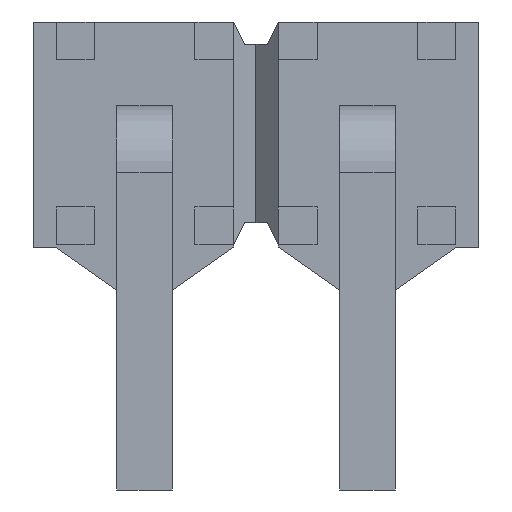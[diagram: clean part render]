
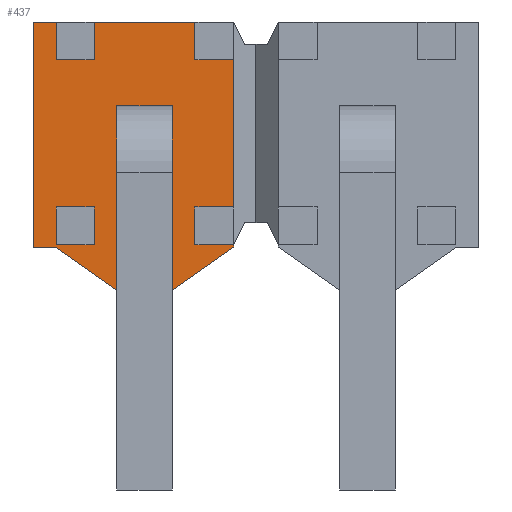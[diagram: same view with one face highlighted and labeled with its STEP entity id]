
A CAD part, front view. The second image highlights one B-rep face of the part: STEP entity #437.
In plain terms, the highlighted planar face has unit normal (0, -1, 0).
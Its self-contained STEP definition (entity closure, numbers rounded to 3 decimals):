
#86 = VERTEX_POINT('',#87);
#87 = CARTESIAN_POINT('',(1.598,0.508,1.524));
#102 = VERTEX_POINT('',#103);
#103 = CARTESIAN_POINT('',(0.942,0.508,1.524));
#109 = EDGE_CURVE('',#86,#102,#110,.T.);
#110 = LINE('',#111,#112);
#111 = CARTESIAN_POINT('',(-2.54,0.508,1.524));
#112 = VECTOR('',#113,1.);
#113 = DIRECTION('',(-1.,0.,0.));
#163 = EDGE_CURVE('',#164,#166,#168,.T.);
#164 = VERTEX_POINT('',#165);
#165 = CARTESIAN_POINT('',(0.254,0.508,1.016));
#166 = VERTEX_POINT('',#167);
#167 = CARTESIAN_POINT('',(0.254,0.508,1.041));
#168 = LINE('',#169,#170);
#169 = CARTESIAN_POINT('',(0.254,0.508,5.08));
#170 = VECTOR('',#171,1.);
#171 = DIRECTION('',(0.,0.,1.));
#246 = VERTEX_POINT('',#247);
#247 = CARTESIAN_POINT('',(2.54,0.508,1.041));
#253 = EDGE_CURVE('',#254,#246,#256,.T.);
#254 = VERTEX_POINT('',#255);
#255 = CARTESIAN_POINT('',(2.54,0.508,-1.524));
#256 = LINE('',#257,#258);
#257 = CARTESIAN_POINT('',(2.54,0.508,1.524));
#258 = VECTOR('',#259,1.);
#259 = DIRECTION('',(0.,0.,1.));
#437 = ADVANCED_FACE('',(#438,#472,#506),#617,.T.);
#438 = FACE_BOUND('',#439,.T.);
#439 = EDGE_LOOP('',(#440,#450,#458,#466));
#440 = ORIENTED_EDGE('',*,*,#441,.F.);
#441 = EDGE_CURVE('',#442,#444,#446,.T.);
#442 = VERTEX_POINT('',#443);
#443 = CARTESIAN_POINT('',(2.276,0.508,1.016));
#444 = VERTEX_POINT('',#445);
#445 = CARTESIAN_POINT('',(1.844,0.508,1.016));
#446 = LINE('',#447,#448);
#447 = CARTESIAN_POINT('',(5.08,0.508,1.016));
#448 = VECTOR('',#449,1.);
#449 = DIRECTION('',(-1.,0.,0.));
#450 = ORIENTED_EDGE('',*,*,#451,.T.);
#451 = EDGE_CURVE('',#442,#452,#454,.T.);
#452 = VERTEX_POINT('',#453);
#453 = CARTESIAN_POINT('',(2.276,0.508,0.584));
#454 = LINE('',#455,#456);
#455 = CARTESIAN_POINT('',(2.276,0.508,3.048));
#456 = VECTOR('',#457,1.);
#457 = DIRECTION('',(0.,0.,-1.));
#458 = ORIENTED_EDGE('',*,*,#459,.T.);
#459 = EDGE_CURVE('',#452,#460,#462,.T.);
#460 = VERTEX_POINT('',#461);
#461 = CARTESIAN_POINT('',(1.844,0.508,0.584));
#462 = LINE('',#463,#464);
#463 = CARTESIAN_POINT('',(5.08,0.508,0.584));
#464 = VECTOR('',#465,1.);
#465 = DIRECTION('',(-1.,0.,0.));
#466 = ORIENTED_EDGE('',*,*,#467,.F.);
#467 = EDGE_CURVE('',#444,#460,#468,.T.);
#468 = LINE('',#469,#470);
#469 = CARTESIAN_POINT('',(1.844,0.508,3.048));
#470 = VECTOR('',#471,1.);
#471 = DIRECTION('',(0.,0.,-1.));
#472 = FACE_BOUND('',#473,.T.);
#473 = EDGE_LOOP('',(#474,#484,#492,#500));
#474 = ORIENTED_EDGE('',*,*,#475,.F.);
#475 = EDGE_CURVE('',#476,#478,#480,.T.);
#476 = VERTEX_POINT('',#477);
#477 = CARTESIAN_POINT('',(0.953,0.508,0.064));
#478 = VERTEX_POINT('',#479);
#479 = CARTESIAN_POINT('',(0.953,0.508,-0.572));
#480 = LINE('',#481,#482);
#481 = CARTESIAN_POINT('',(0.953,0.508,-0.572));
#482 = VECTOR('',#483,1.);
#483 = DIRECTION('',(0.,0.,-1.));
#484 = ORIENTED_EDGE('',*,*,#485,.F.);
#485 = EDGE_CURVE('',#486,#476,#488,.T.);
#486 = VERTEX_POINT('',#487);
#487 = CARTESIAN_POINT('',(1.588,0.508,0.064));
#488 = LINE('',#489,#490);
#489 = CARTESIAN_POINT('',(0.953,0.508,0.064));
#490 = VECTOR('',#491,1.);
#491 = DIRECTION('',(-1.,0.,0.));
#492 = ORIENTED_EDGE('',*,*,#493,.F.);
#493 = EDGE_CURVE('',#494,#486,#496,.T.);
#494 = VERTEX_POINT('',#495);
#495 = CARTESIAN_POINT('',(1.588,0.508,-0.572));
#496 = LINE('',#497,#498);
#497 = CARTESIAN_POINT('',(1.588,0.508,0.064));
#498 = VECTOR('',#499,1.);
#499 = DIRECTION('',(0.,0.,1.));
#500 = ORIENTED_EDGE('',*,*,#501,.F.);
#501 = EDGE_CURVE('',#478,#494,#502,.T.);
#502 = LINE('',#503,#504);
#503 = CARTESIAN_POINT('',(1.588,0.508,-0.572));
#504 = VECTOR('',#505,1.);
#505 = DIRECTION('',(1.,0.,0.));
#506 = FACE_BOUND('',#507,.T.);
#507 = EDGE_LOOP('',(#508,#509,#517,#523,#524,#530,#531,#539,#547,#555,
    #563,#571,#579,#587,#595,#603,#611));
#508 = ORIENTED_EDGE('',*,*,#253,.T.);
#509 = ORIENTED_EDGE('',*,*,#510,.T.);
#510 = EDGE_CURVE('',#246,#511,#513,.T.);
#511 = VERTEX_POINT('',#512);
#512 = CARTESIAN_POINT('',(2.286,0.508,1.041));
#513 = LINE('',#514,#515);
#514 = CARTESIAN_POINT('',(3.424,0.508,1.041));
#515 = VECTOR('',#516,1.);
#516 = DIRECTION('',(-1.,0.,0.));
#517 = ORIENTED_EDGE('',*,*,#518,.T.);
#518 = EDGE_CURVE('',#511,#86,#519,.T.);
#519 = LINE('',#520,#521);
#520 = CARTESIAN_POINT('',(2.106,0.508,1.168));
#521 = VECTOR('',#522,1.);
#522 = DIRECTION('',(-0.819,0.,0.574));
#523 = ORIENTED_EDGE('',*,*,#109,.T.);
#524 = ORIENTED_EDGE('',*,*,#525,.T.);
#525 = EDGE_CURVE('',#102,#166,#526,.T.);
#526 = LINE('',#527,#528);
#527 = CARTESIAN_POINT('',(3.322,0.508,3.193));
#528 = VECTOR('',#529,1.);
#529 = DIRECTION('',(-0.819,0.,-0.574));
#530 = ORIENTED_EDGE('',*,*,#163,.F.);
#531 = ORIENTED_EDGE('',*,*,#532,.F.);
#532 = EDGE_CURVE('',#533,#164,#535,.T.);
#533 = VERTEX_POINT('',#534);
#534 = CARTESIAN_POINT('',(0.696,0.508,1.016));
#535 = LINE('',#536,#537);
#536 = CARTESIAN_POINT('',(5.08,0.508,1.016));
#537 = VECTOR('',#538,1.);
#538 = DIRECTION('',(-1.,0.,0.));
#539 = ORIENTED_EDGE('',*,*,#540,.T.);
#540 = EDGE_CURVE('',#533,#541,#543,.T.);
#541 = VERTEX_POINT('',#542);
#542 = CARTESIAN_POINT('',(0.696,0.508,0.584));
#543 = LINE('',#544,#545);
#544 = CARTESIAN_POINT('',(0.696,0.508,3.048));
#545 = VECTOR('',#546,1.);
#546 = DIRECTION('',(0.,0.,-1.));
#547 = ORIENTED_EDGE('',*,*,#548,.T.);
#548 = EDGE_CURVE('',#541,#549,#551,.T.);
#549 = VERTEX_POINT('',#550);
#550 = CARTESIAN_POINT('',(0.254,0.508,0.584));
#551 = LINE('',#552,#553);
#552 = CARTESIAN_POINT('',(5.08,0.508,0.584));
#553 = VECTOR('',#554,1.);
#554 = DIRECTION('',(-1.,0.,0.));
#555 = ORIENTED_EDGE('',*,*,#556,.F.);
#556 = EDGE_CURVE('',#557,#549,#559,.T.);
#557 = VERTEX_POINT('',#558);
#558 = CARTESIAN_POINT('',(0.254,0.508,-1.092));
#559 = LINE('',#560,#561);
#560 = CARTESIAN_POINT('',(0.254,0.508,5.08));
#561 = VECTOR('',#562,1.);
#562 = DIRECTION('',(0.,0.,1.));
#563 = ORIENTED_EDGE('',*,*,#564,.F.);
#564 = EDGE_CURVE('',#565,#557,#567,.T.);
#565 = VERTEX_POINT('',#566);
#566 = CARTESIAN_POINT('',(0.696,0.508,-1.092));
#567 = LINE('',#568,#569);
#568 = CARTESIAN_POINT('',(5.08,0.508,-1.092));
#569 = VECTOR('',#570,1.);
#570 = DIRECTION('',(-1.,0.,0.));
#571 = ORIENTED_EDGE('',*,*,#572,.T.);
#572 = EDGE_CURVE('',#565,#573,#575,.T.);
#573 = VERTEX_POINT('',#574);
#574 = CARTESIAN_POINT('',(0.696,0.508,-1.524));
#575 = LINE('',#576,#577);
#576 = CARTESIAN_POINT('',(0.696,0.508,3.048));
#577 = VECTOR('',#578,1.);
#578 = DIRECTION('',(0.,0.,-1.));
#579 = ORIENTED_EDGE('',*,*,#580,.T.);
#580 = EDGE_CURVE('',#573,#581,#583,.T.);
#581 = VERTEX_POINT('',#582);
#582 = CARTESIAN_POINT('',(1.844,0.508,-1.524));
#583 = LINE('',#584,#585);
#584 = CARTESIAN_POINT('',(2.54,0.508,-1.524));
#585 = VECTOR('',#586,1.);
#586 = DIRECTION('',(1.,0.,0.));
#587 = ORIENTED_EDGE('',*,*,#588,.F.);
#588 = EDGE_CURVE('',#589,#581,#591,.T.);
#589 = VERTEX_POINT('',#590);
#590 = CARTESIAN_POINT('',(1.844,0.508,-1.092));
#591 = LINE('',#592,#593);
#592 = CARTESIAN_POINT('',(1.844,0.508,3.048));
#593 = VECTOR('',#594,1.);
#594 = DIRECTION('',(0.,0.,-1.));
#595 = ORIENTED_EDGE('',*,*,#596,.F.);
#596 = EDGE_CURVE('',#597,#589,#599,.T.);
#597 = VERTEX_POINT('',#598);
#598 = CARTESIAN_POINT('',(2.276,0.508,-1.092));
#599 = LINE('',#600,#601);
#600 = CARTESIAN_POINT('',(5.08,0.508,-1.092));
#601 = VECTOR('',#602,1.);
#602 = DIRECTION('',(-1.,0.,0.));
#603 = ORIENTED_EDGE('',*,*,#604,.T.);
#604 = EDGE_CURVE('',#597,#605,#607,.T.);
#605 = VERTEX_POINT('',#606);
#606 = CARTESIAN_POINT('',(2.276,0.508,-1.524));
#607 = LINE('',#608,#609);
#608 = CARTESIAN_POINT('',(2.276,0.508,3.048));
#609 = VECTOR('',#610,1.);
#610 = DIRECTION('',(0.,0.,-1.));
#611 = ORIENTED_EDGE('',*,*,#612,.T.);
#612 = EDGE_CURVE('',#605,#254,#613,.T.);
#613 = LINE('',#614,#615);
#614 = CARTESIAN_POINT('',(2.54,0.508,-1.524));
#615 = VECTOR('',#616,1.);
#616 = DIRECTION('',(1.,0.,0.));
#617 = PLANE('',#618);
#618 = AXIS2_PLACEMENT_3D('',#619,#620,#621);
#619 = CARTESIAN_POINT('',(3.424,0.508,3.048));
#620 = DIRECTION('',(0.,-1.,0.));
#621 = DIRECTION('',(0.,0.,-1.));
